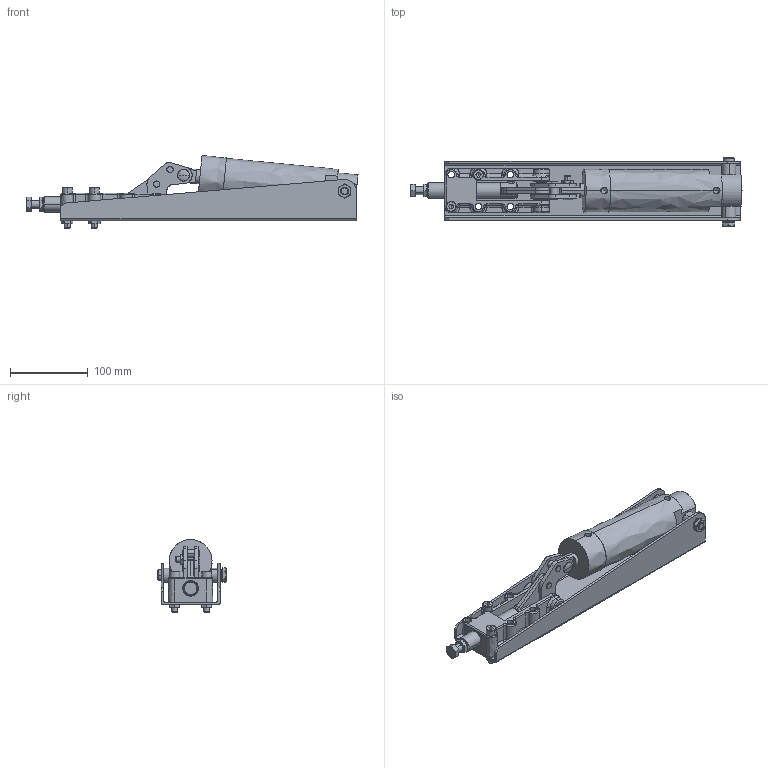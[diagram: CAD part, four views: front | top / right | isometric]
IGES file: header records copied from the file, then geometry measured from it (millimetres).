
Start section: SolidWorks IGES file using analytic representation for surfaces
Global section: file name: P1200X.IGS; native system: SolidWorks 2016; preprocessor: SolidWorks 2016; author: AndyW; date: 161124.135221; units: millimetre
Bounding box: 426.48 x 88.5 x 93.65 mm (x, y, z)
Surface area: 258687.6 mm2 (no closed solid volume)
Topology: 0 solids, 0 shells, 646 faces, 10033 edges, 10019 vertices
Faces by surface type: revolution 363, bspline 283
